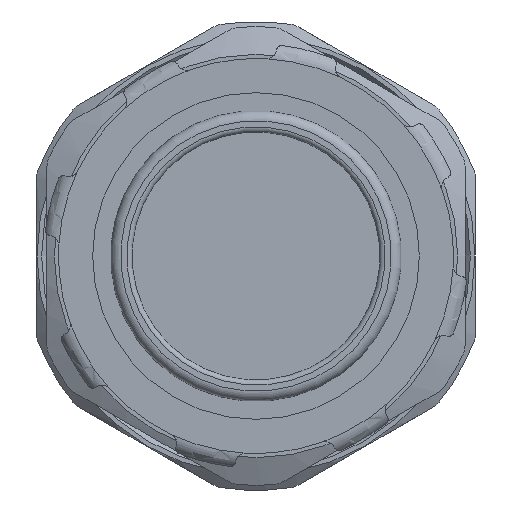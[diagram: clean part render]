
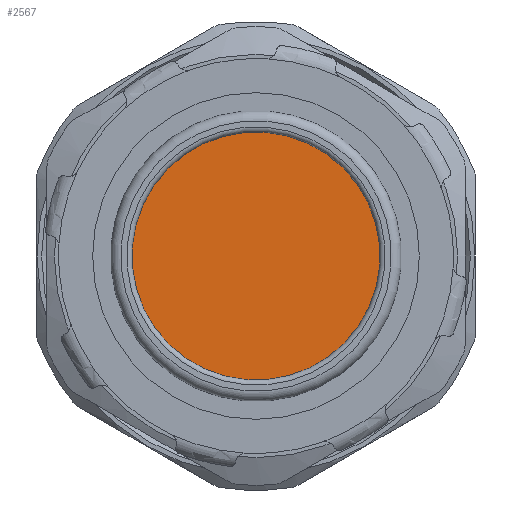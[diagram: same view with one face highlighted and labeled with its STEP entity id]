
A CAD part, front view. The second image highlights one B-rep face of the part: STEP entity #2567.
In plain terms, the highlighted planar face has unit normal (0, -1, 0).
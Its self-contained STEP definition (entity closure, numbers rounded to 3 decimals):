
#553=FACE_OUTER_BOUND('',#705,.T.);
#705=EDGE_LOOP('',(#1603));
#864=CIRCLE('',#2745,12.15);
#961=VERTEX_POINT('',#3619);
#1211=EDGE_CURVE('',#961,#961,#864,.T.);
#1603=ORIENTED_EDGE('',*,*,#1211,.F.);
#2378=PLANE('',#2744);
#2567=ADVANCED_FACE('',(#553),#2378,.F.);
#2744=AXIS2_PLACEMENT_3D('',#3618,#3000,#3001);
#2745=AXIS2_PLACEMENT_3D('',#3620,#3002,#3003);
#3000=DIRECTION('center_axis',(0.,1.,0.));
#3001=DIRECTION('ref_axis',(0.,0.,1.));
#3002=DIRECTION('center_axis',(0.,1.,0.));
#3003=DIRECTION('ref_axis',(-0.816,0.,-0.578));
#3618=CARTESIAN_POINT('Origin',(0.,-1.,0.));
#3619=CARTESIAN_POINT('',(7.028,-1.,-9.911));
#3620=CARTESIAN_POINT('Origin',(0.,-1.,0.));
